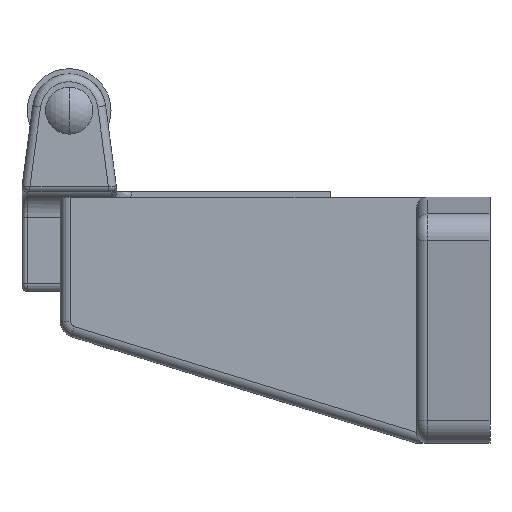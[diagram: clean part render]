
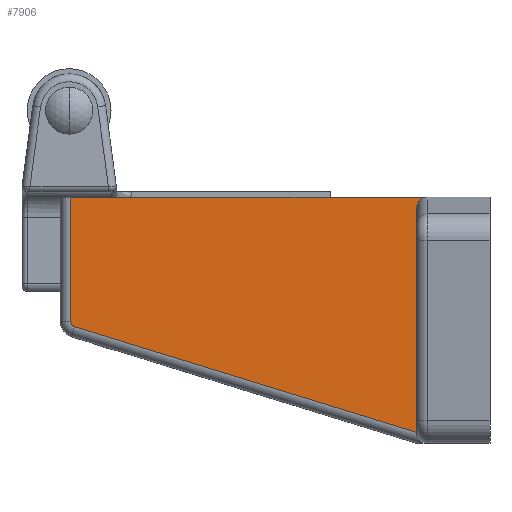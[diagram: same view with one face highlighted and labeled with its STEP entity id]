
A CAD part, left-side view. The second image highlights one B-rep face of the part: STEP entity #7906.
In plain terms, the highlighted planar face has unit normal (-1, 0, 0).
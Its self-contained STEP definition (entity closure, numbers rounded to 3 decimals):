
#217 = CARTESIAN_POINT ( 'NONE',  ( -21.5, 79.295, -10.742 ) ) ;
#324 = LINE ( 'NONE', #6079, #2042 ) ;
#339 = CARTESIAN_POINT ( 'NONE',  ( -21.5, 80., -9.787 ) ) ;
#576 = ORIENTED_EDGE ( 'NONE', *, *, #4382, .F. ) ;
#681 = CARTESIAN_POINT ( 'NONE',  ( -21.5, 14., 13.158 ) ) ;
#711 = CARTESIAN_POINT ( 'NONE',  ( -21.5, 12., 14. ) ) ;
#715 = EDGE_CURVE ( 'NONE', #4928, #1758, #4965, .T. ) ;
#787 = DIRECTION ( 'NONE',  ( 0., -1., 0. ) ) ;
#825 = CARTESIAN_POINT ( 'NONE',  ( -21.5, 80., 14. ) ) ;
#984 = CARTESIAN_POINT ( 'NONE',  ( -21.5, 80., -9.787 ) ) ;
#1091 = DIRECTION ( 'NONE',  ( -1., 0., 0. ) ) ;
#1137 = FACE_OUTER_BOUND ( 'NONE', #6989, .T. ) ;
#1391 = EDGE_CURVE ( 'NONE', #4182, #8361, #7922, .T. ) ;
#1664 = VERTEX_POINT ( 'NONE', #825 ) ;
#1758 = VERTEX_POINT ( 'NONE', #217 ) ;
#1824 = DIRECTION ( 'NONE',  ( -1., 0., 0. ) ) ;
#2042 = VECTOR ( 'NONE', #8715, 1000. ) ;
#2883 = CARTESIAN_POINT ( 'NONE',  ( -21.5, 14., 14. ) ) ;
#3469 = CARTESIAN_POINT ( 'NONE',  ( -21.5, 14., 11.967 ) ) ;
#3493 = CARTESIAN_POINT ( 'NONE',  ( -21.5, 14., 11.967 ) ) ;
#3716 = AXIS2_PLACEMENT_3D ( 'NONE', #5464, #1091, #6208 ) ;
#3842 = LINE ( 'NONE', #339, #4064 ) ;
#3970 = DIRECTION ( 'NONE',  ( 0., 0., -1. ) ) ;
#4064 = VECTOR ( 'NONE', #3970, 1000. ) ;
#4074 = VECTOR ( 'NONE', #787, 1000. ) ;
#4182 = VERTEX_POINT ( 'NONE', #3469 ) ;
#4382 = EDGE_CURVE ( 'NONE', #1664, #4480, #8213, .T. ) ;
#4402 = ORIENTED_EDGE ( 'NONE', *, *, #8393, .T. ) ;
#4480 = VERTEX_POINT ( 'NONE', #8945 ) ;
#4862 = ORIENTED_EDGE ( 'NONE', *, *, #7337, .T. ) ;
#4928 = VERTEX_POINT ( 'NONE', #984 ) ;
#4965 = CIRCLE ( 'NONE', #3716, 1. ) ;
#5003 = EDGE_CURVE ( 'NONE', #1664, #4928, #3842, .T. ) ;
#5097 = CARTESIAN_POINT ( 'NONE',  ( -21.5, 13.172, 14. ) ) ;
#5151 = AXIS2_PLACEMENT_3D ( 'NONE', #8396, #1824, #6954 ) ;
#5464 = CARTESIAN_POINT ( 'NONE',  ( -21.5, 79., -9.787 ) ) ;
#6079 = CARTESIAN_POINT ( 'NONE',  ( -21.5, 13.41, -31.089 ) ) ;
#6208 = DIRECTION ( 'NONE',  ( 0., 0., 1. ) ) ;
#6215 = PLANE ( 'NONE',  #5151 ) ;
#6771 =( BOUNDED_CURVE ( )  B_SPLINE_CURVE ( 3, ( #3493, #681, #5097, #711 ),
 .UNSPECIFIED., .F., .F. ) 
 B_SPLINE_CURVE_WITH_KNOTS ( ( 4, 4 ),
 ( 4.712, 6.283 ),
 .UNSPECIFIED. ) 
 CURVE ( )  GEOMETRIC_REPRESENTATION_ITEM ( )  RATIONAL_B_SPLINE_CURVE ( ( 1., 0.805, 0.805, 1. ) ) 
 REPRESENTATION_ITEM ( '' )  );
#6786 = CARTESIAN_POINT ( 'NONE',  ( -21.5, 14., -30.907 ) ) ;
#6889 = ORIENTED_EDGE ( 'NONE', *, *, #1391, .F. ) ;
#6954 = DIRECTION ( 'NONE',  ( 0., 0., 1. ) ) ;
#6989 = EDGE_LOOP ( 'NONE', ( #8216, #4402, #6889, #4862, #576, #7800 ) ) ;
#7311 = DIRECTION ( 'NONE',  ( 0., 0., -1. ) ) ;
#7337 = EDGE_CURVE ( 'NONE', #4182, #4480, #6771, .T. ) ;
#7800 = ORIENTED_EDGE ( 'NONE', *, *, #5003, .T. ) ;
#7906 = ADVANCED_FACE ( 'NONE', ( #1137 ), #6215, .T. ) ;
#7922 = LINE ( 'NONE', #2883, #9207 ) ;
#8077 = CARTESIAN_POINT ( 'NONE',  ( -21.5, 14., 14. ) ) ;
#8213 = LINE ( 'NONE', #8077, #4074 ) ;
#8216 = ORIENTED_EDGE ( 'NONE', *, *, #715, .T. ) ;
#8361 = VERTEX_POINT ( 'NONE', #6786 ) ;
#8393 = EDGE_CURVE ( 'NONE', #1758, #8361, #324, .T. ) ;
#8396 = CARTESIAN_POINT ( 'NONE',  ( -21.5, 82., 14. ) ) ;
#8715 = DIRECTION ( 'NONE',  ( 0., -0.955, -0.295 ) ) ;
#8945 = CARTESIAN_POINT ( 'NONE',  ( -21.5, 12., 14. ) ) ;
#9207 = VECTOR ( 'NONE', #7311, 1000. ) ;
